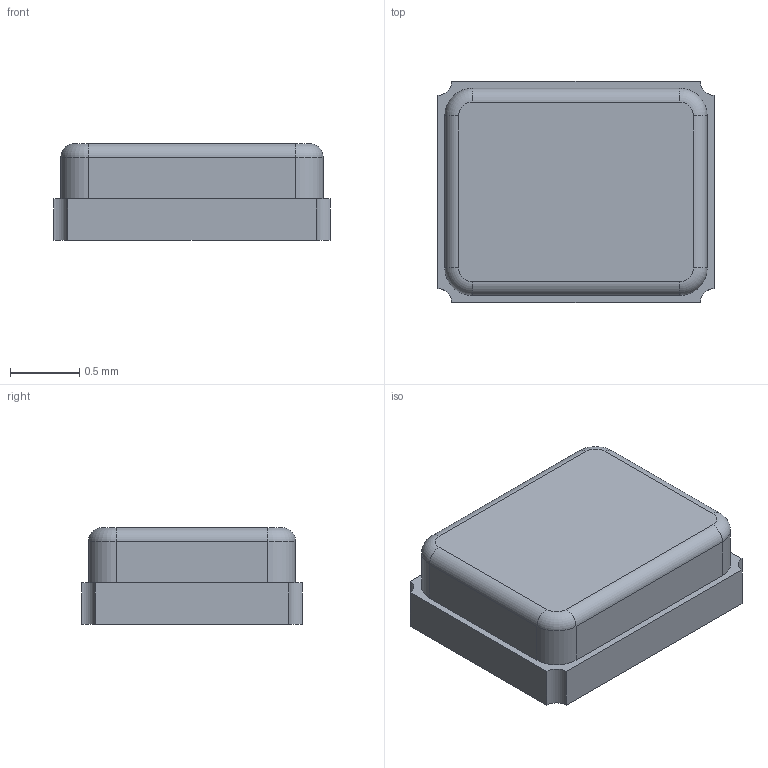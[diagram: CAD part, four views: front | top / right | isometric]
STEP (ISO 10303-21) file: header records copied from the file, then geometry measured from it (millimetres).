
FILE_DESCRIPTION(('FreeCAD Model'),'2;1');
FILE_NAME('Crystal_SMD_Murata_XRCGB-4Pin_2.0x1.6mm.step','2020-01-26T15:34:20',('Author'),(''), 'Open CASCADE STEP processor 6.9','FreeCAD','Unknown');
FILE_SCHEMA(('AUTOMOTIVE_DESIGN { 1 0 10303 214 1 1 1 1 }'));
Length unit declared in the file: millimetre
Products named in the file (2): Body; Body001
Bounding box: 2 x 1.6 x 0.7 mm (x, y, z)
Volume: 2.1 mm3; surface area: 16.4 mm2
Topology: 2 solids, 2 shells, 28 faces, 64 edges, 40 vertices
Faces by surface type: cylinder 12, plane 12, torus 4
Entity records: 1712 total; most frequent: CARTESIAN_POINT 357, DIRECTION 262, LINE 148, VECTOR 148, ORIENTED_EDGE 128, PCURVE 128, DEFINITIONAL_REPRESENTATION 128, EDGE_CURVE 64
